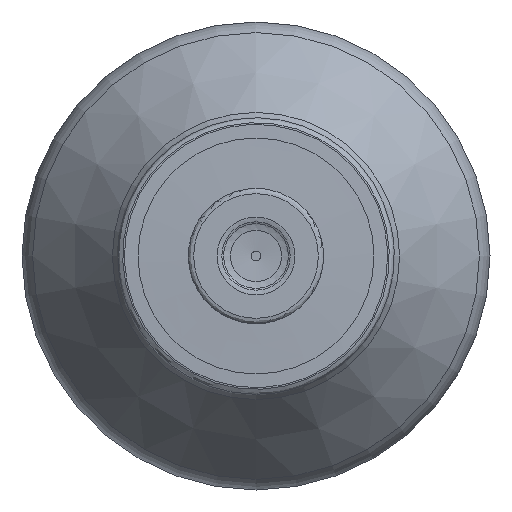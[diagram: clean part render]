
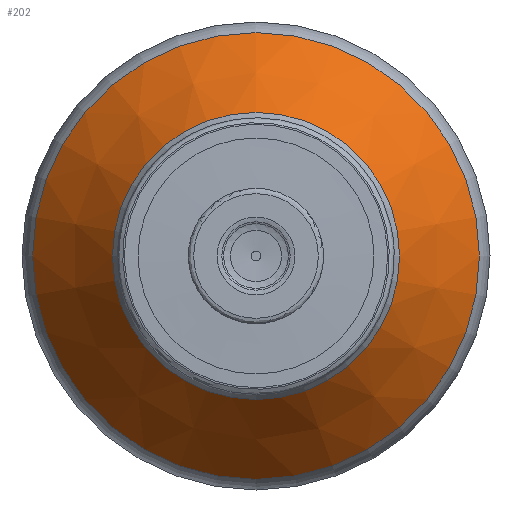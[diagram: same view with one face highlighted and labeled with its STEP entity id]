
A CAD part, left-side view. The second image highlights one B-rep face of the part: STEP entity #202.
In plain terms, the highlighted conical face has half-angle 36.87 degrees and reference radius 21 mm.
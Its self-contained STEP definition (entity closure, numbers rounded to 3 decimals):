
#95=CONICAL_SURFACE('',#549,21.,36.87);
#139=FACE_BOUND('',#268,.T.);
#140=FACE_BOUND('',#269,.T.);
#202=ADVANCED_FACE('',(#139,#140),#95,.T.);
#268=EDGE_LOOP('',(#348));
#269=EDGE_LOOP('',(#349));
#348=ORIENTED_EDGE('',*,*,#454,.T.);
#349=ORIENTED_EDGE('',*,*,#453,.F.);
#413=VERTEX_POINT('',#785);
#414=VERTEX_POINT('',#788);
#453=EDGE_CURVE('',#413,#413,#493,.T.);
#454=EDGE_CURVE('',#414,#414,#494,.T.);
#493=CIRCLE('',#546,21.);
#494=CIRCLE('',#548,13.5);
#546=AXIS2_PLACEMENT_3D('',#784,#644,#645);
#548=AXIS2_PLACEMENT_3D('',#787,#648,#649);
#549=AXIS2_PLACEMENT_3D('',#789,#650,#651);
#644=DIRECTION('',(1.,0.,0.));
#645=DIRECTION('',(0.,0.,1.));
#648=DIRECTION('',(1.,0.,0.));
#649=DIRECTION('',(0.,0.,1.));
#650=DIRECTION('',(1.,0.,0.));
#651=DIRECTION('',(0.,0.,-1.));
#784=CARTESIAN_POINT('',(94.,0.,0.));
#785=CARTESIAN_POINT('',(94.,0.,21.));
#787=CARTESIAN_POINT('',(84.,0.,0.));
#788=CARTESIAN_POINT('',(84.,0.,13.5));
#789=CARTESIAN_POINT('',(94.,0.,0.));
